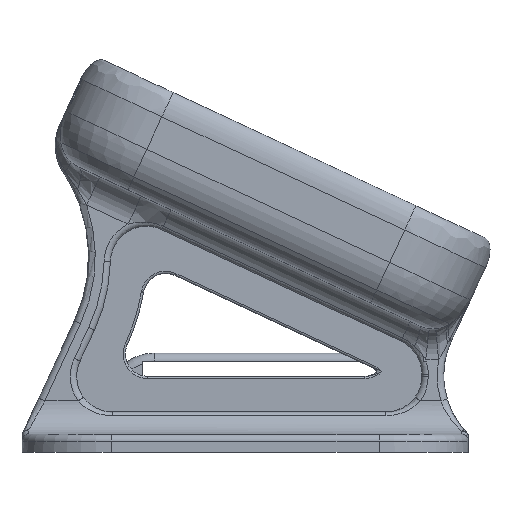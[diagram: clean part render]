
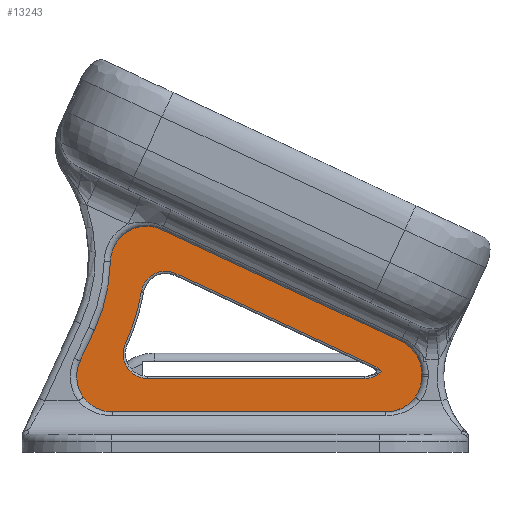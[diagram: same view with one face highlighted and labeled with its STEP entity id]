
A CAD part, left-side view. The second image highlights one B-rep face of the part: STEP entity #13243.
In plain terms, the highlighted planar face has unit normal (-1, 0, 0).
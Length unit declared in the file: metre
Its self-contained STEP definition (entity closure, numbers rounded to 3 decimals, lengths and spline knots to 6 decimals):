
#606=B_SPLINE_CURVE_WITH_KNOTS('',3,(#23089,#23090,#23091,#23092),
 .UNSPECIFIED.,.F.,.F.,(4,4),(0.,0.003843),.UNSPECIFIED.);
#607=B_SPLINE_CURVE_WITH_KNOTS('',3,(#23100,#23101,#23102,#23103,#23104),
 .UNSPECIFIED.,.F.,.F.,(4,1,4),(0.,0.001918,0.003836),
 .UNSPECIFIED.);
#1044=CIRCLE('',#14061,0.008086);
#1186=CIRCLE('',#14250,0.0055);
#1187=CIRCLE('',#14251,0.0055);
#1188=CIRCLE('',#14252,0.0055);
#1189=CIRCLE('',#14253,0.046767);
#1190=CIRCLE('',#14254,0.0055);
#1191=CIRCLE('',#14255,0.008086);
#1192=CIRCLE('',#14256,0.039181);
#1193=CIRCLE('',#14257,0.008086);
#1194=CIRCLE('',#14258,0.008);
#1195=CIRCLE('',#14259,0.008);
#1196=CIRCLE('',#14260,0.008086);
#1197=CIRCLE('',#14261,0.02343);
#2608=ORIENTED_EDGE('',*,*,#6778,.T.);
#2609=ORIENTED_EDGE('',*,*,#6779,.T.);
#2610=ORIENTED_EDGE('',*,*,#6780,.T.);
#2611=ORIENTED_EDGE('',*,*,#6781,.T.);
#2612=ORIENTED_EDGE('',*,*,#6782,.T.);
#2613=ORIENTED_EDGE('',*,*,#6783,.T.);
#2614=ORIENTED_EDGE('',*,*,#6784,.T.);
#2615=ORIENTED_EDGE('',*,*,#6785,.T.);
#2616=ORIENTED_EDGE('',*,*,#6786,.T.);
#2617=ORIENTED_EDGE('',*,*,#6787,.T.);
#2618=ORIENTED_EDGE('',*,*,#6788,.T.);
#2619=ORIENTED_EDGE('',*,*,#6789,.T.);
#2620=ORIENTED_EDGE('',*,*,#6790,.T.);
#2621=ORIENTED_EDGE('',*,*,#6791,.T.);
#2622=ORIENTED_EDGE('',*,*,#6792,.F.);
#2623=ORIENTED_EDGE('',*,*,#6793,.T.);
#2624=ORIENTED_EDGE('',*,*,#6794,.T.);
#2625=ORIENTED_EDGE('',*,*,#6795,.T.);
#2626=ORIENTED_EDGE('',*,*,#6796,.T.);
#2627=ORIENTED_EDGE('',*,*,#6258,.T.);
#6258=EDGE_CURVE('',#8376,#8375,#1044,.F.);
#6778=EDGE_CURVE('',#8827,#8828,#1186,.T.);
#6779=EDGE_CURVE('',#8828,#8829,#1187,.T.);
#6780=EDGE_CURVE('',#8829,#8830,#9791,.T.);
#6781=EDGE_CURVE('',#8830,#8831,#1188,.T.);
#6782=EDGE_CURVE('',#8831,#8832,#1189,.F.);
#6783=EDGE_CURVE('',#8832,#8833,#1190,.T.);
#6784=EDGE_CURVE('',#8833,#8827,#9792,.T.);
#6785=EDGE_CURVE('',#8375,#8834,#9793,.T.);
#6786=EDGE_CURVE('',#8834,#8835,#1191,.F.);
#6787=EDGE_CURVE('',#8835,#8836,#1192,.T.);
#6788=EDGE_CURVE('',#8836,#8837,#9794,.T.);
#6789=EDGE_CURVE('',#8837,#8838,#1193,.F.);
#6790=EDGE_CURVE('',#8838,#8839,#606,.T.);
#6791=EDGE_CURVE('',#8839,#8840,#1194,.F.);
#6792=EDGE_CURVE('',#8841,#8840,#9795,.T.);
#6793=EDGE_CURVE('',#8841,#8842,#1195,.F.);
#6794=EDGE_CURVE('',#8842,#8843,#607,.T.);
#6795=EDGE_CURVE('',#8843,#8844,#1196,.F.);
#6796=EDGE_CURVE('',#8844,#8376,#1197,.T.);
#8375=VERTEX_POINT('',#18825);
#8376=VERTEX_POINT('',#18827);
#8827=VERTEX_POINT('',#23066);
#8828=VERTEX_POINT('',#23067);
#8829=VERTEX_POINT('',#23069);
#8830=VERTEX_POINT('',#23071);
#8831=VERTEX_POINT('',#23073);
#8832=VERTEX_POINT('',#23075);
#8833=VERTEX_POINT('',#23077);
#8834=VERTEX_POINT('',#23080);
#8835=VERTEX_POINT('',#23082);
#8836=VERTEX_POINT('',#23084);
#8837=VERTEX_POINT('',#23086);
#8838=VERTEX_POINT('',#23088);
#8839=VERTEX_POINT('',#23093);
#8840=VERTEX_POINT('',#23095);
#8841=VERTEX_POINT('',#23097);
#8842=VERTEX_POINT('',#23099);
#8843=VERTEX_POINT('',#23105);
#8844=VERTEX_POINT('',#23107);
#9791=LINE('',#23070,#10694);
#9792=LINE('',#23078,#10695);
#9793=LINE('',#23079,#10696);
#9794=LINE('',#23085,#10697);
#9795=LINE('',#23096,#10698);
#10694=VECTOR('',#15940,1.);
#10695=VECTOR('',#15947,1.);
#10696=VECTOR('',#15948,1.);
#10697=VECTOR('',#15953,1.);
#10698=VECTOR('',#15958,1.);
#11401=EDGE_LOOP('',(#2608,#2609,#2610,#2611,#2612,#2613,#2614));
#11402=EDGE_LOOP('',(#2615,#2616,#2617,#2618,#2619,#2620,#2621,#2622,#2623,
#2624,#2625,#2626,#2627));
#12214=FACE_BOUND('',#11401,.T.);
#12215=FACE_BOUND('',#11402,.T.);
#12982=PLANE('',#14249);
#13243=ADVANCED_FACE('',(#12214,#12215),#12982,.F.);
#14061=AXIS2_PLACEMENT_3D('',#18826,#15389,#15390);
#14249=AXIS2_PLACEMENT_3D('',#23064,#15934,#15935);
#14250=AXIS2_PLACEMENT_3D('',#23065,#15936,#15937);
#14251=AXIS2_PLACEMENT_3D('',#23068,#15938,#15939);
#14252=AXIS2_PLACEMENT_3D('',#23072,#15941,#15942);
#14253=AXIS2_PLACEMENT_3D('',#23074,#15943,#15944);
#14254=AXIS2_PLACEMENT_3D('',#23076,#15945,#15946);
#14255=AXIS2_PLACEMENT_3D('',#23081,#15949,#15950);
#14256=AXIS2_PLACEMENT_3D('',#23083,#15951,#15952);
#14257=AXIS2_PLACEMENT_3D('',#23087,#15954,#15955);
#14258=AXIS2_PLACEMENT_3D('',#23094,#15956,#15957);
#14259=AXIS2_PLACEMENT_3D('',#23098,#15959,#15960);
#14260=AXIS2_PLACEMENT_3D('',#23106,#15961,#15962);
#14261=AXIS2_PLACEMENT_3D('',#23108,#15963,#15964);
#15389=DIRECTION('',(1.,0.,0.));
#15390=DIRECTION('',(0.,0.,-1.));
#15934=DIRECTION('',(1.,0.,0.));
#15935=DIRECTION('',(0.,1.,0.));
#15936=DIRECTION('',(1.,0.,0.));
#15937=DIRECTION('',(0.,0.,-1.));
#15938=DIRECTION('',(1.,0.,0.));
#15939=DIRECTION('',(0.,0.,-1.));
#15940=DIRECTION('',(0.,1.,0.));
#15941=DIRECTION('',(1.,0.,0.));
#15942=DIRECTION('',(0.,0.,-1.));
#15943=DIRECTION('',(1.,0.,0.));
#15944=DIRECTION('',(0.,0.,-1.));
#15945=DIRECTION('',(1.,0.,0.));
#15946=DIRECTION('',(0.,0.,-1.));
#15947=DIRECTION('',(0.,-0.906,-0.423));
#15948=DIRECTION('',(0.,0.906,0.423));
#15949=DIRECTION('',(1.,0.,0.));
#15950=DIRECTION('',(0.,0.,-1.));
#15951=DIRECTION('',(1.,0.,0.));
#15952=DIRECTION('',(0.,0.,-1.));
#15953=DIRECTION('',(0.,0.42,-0.908));
#15954=DIRECTION('',(1.,0.,0.));
#15955=DIRECTION('',(0.,0.,-1.));
#15956=DIRECTION('',(1.,0.,0.));
#15957=DIRECTION('',(0.,0.,-1.));
#15958=DIRECTION('',(0.,1.,0.));
#15959=DIRECTION('',(1.,0.,0.));
#15960=DIRECTION('',(0.,0.,-1.));
#15961=DIRECTION('',(1.,0.,0.));
#15962=DIRECTION('',(0.,0.,-1.));
#15963=DIRECTION('',(1.,0.,0.));
#15964=DIRECTION('',(0.,0.,-1.));
#18825=CARTESIAN_POINT('',(-0.022,-0.034913,0.024854));
#18826=CARTESIAN_POINT('',(-0.022,-0.031496,0.017526));
#18827=CARTESIAN_POINT('',(-0.022,-0.039581,0.017436));
#23064=CARTESIAN_POINT('',(-0.022,0.,0.035631));
#23065=CARTESIAN_POINT('',(-0.022,-0.026608,0.014288));
#23066=CARTESIAN_POINT('',(-0.022,-0.028933,0.019273));
#23067=CARTESIAN_POINT('',(-0.022,-0.03063,0.01804));
#23068=CARTESIAN_POINT('',(-0.022,-0.026814,0.022));
#23069=CARTESIAN_POINT('',(-0.022,-0.026814,0.0165));
#23070=CARTESIAN_POINT('',(-0.022,0.,0.0165));
#23071=CARTESIAN_POINT('',(-0.022,0.02184,0.0165));
#23072=CARTESIAN_POINT('',(-0.022,0.02184,0.022));
#23073=CARTESIAN_POINT('',(-0.022,0.02684,0.024291));
#23074=CARTESIAN_POINT('',(-0.022,0.069355,0.043776));
#23075=CARTESIAN_POINT('',(-0.022,0.02325,0.035932));
#23076=CARTESIAN_POINT('',(-0.022,0.017828,0.035009));
#23077=CARTESIAN_POINT('',(-0.022,0.015504,0.039994));
#23078=CARTESIAN_POINT('',(-0.022,0.001098,0.033277));
#23079=CARTESIAN_POINT('',(-0.022,-0.034913,0.024854));
#23080=CARTESIAN_POINT('',(-0.022,0.018687,0.049849));
#23081=CARTESIAN_POINT('',(-0.022,0.022104,0.04252));
#23082=CARTESIAN_POINT('',(-0.022,0.030187,0.042735));
#23083=CARTESIAN_POINT('',(-0.022,0.069355,0.043776));
#23084=CARTESIAN_POINT('',(-0.022,0.033795,0.027324));
#23085=CARTESIAN_POINT('',(-0.022,0.033795,0.027324));
#23086=CARTESIAN_POINT('',(-0.022,0.037,0.020395));
#23087=CARTESIAN_POINT('',(-0.022,0.029662,0.017));
#23088=CARTESIAN_POINT('',(-0.022,0.036255,0.012319));
#23089=CARTESIAN_POINT('',(-0.022,0.036255,0.012319));
#23090=CARTESIAN_POINT('',(-0.022,0.035503,0.011259));
#23091=CARTESIAN_POINT('',(-0.022,0.034457,0.010467));
#23092=CARTESIAN_POINT('',(-0.022,0.033305,0.009877));
#23093=CARTESIAN_POINT('',(-0.022,0.033305,0.009877));
#23094=CARTESIAN_POINT('',(-0.022,0.029662,0.017));
#23095=CARTESIAN_POINT('',(-0.022,0.029662,0.009));
#23096=CARTESIAN_POINT('',(-0.022,-0.03548,0.009));
#23097=CARTESIAN_POINT('',(-0.022,-0.031494,0.009));
#23098=CARTESIAN_POINT('',(-0.022,-0.031494,0.017));
#23099=CARTESIAN_POINT('',(-0.022,-0.035137,0.009877));
#23100=CARTESIAN_POINT('',(-0.022,-0.035137,0.009877));
#23101=CARTESIAN_POINT('',(-0.022,-0.035714,0.010173));
#23102=CARTESIAN_POINT('',(-0.022,-0.036792,0.010859));
#23103=CARTESIAN_POINT('',(-0.022,-0.03771,0.011788));
#23104=CARTESIAN_POINT('',(-0.022,-0.038087,0.012319));
#23105=CARTESIAN_POINT('',(-0.022,-0.038087,0.012319));
#23106=CARTESIAN_POINT('',(-0.022,-0.031494,0.017));
#23107=CARTESIAN_POINT('',(-0.022,-0.03958,0.017045));
#23108=CARTESIAN_POINT('',(-0.022,-0.063009,0.017175));
